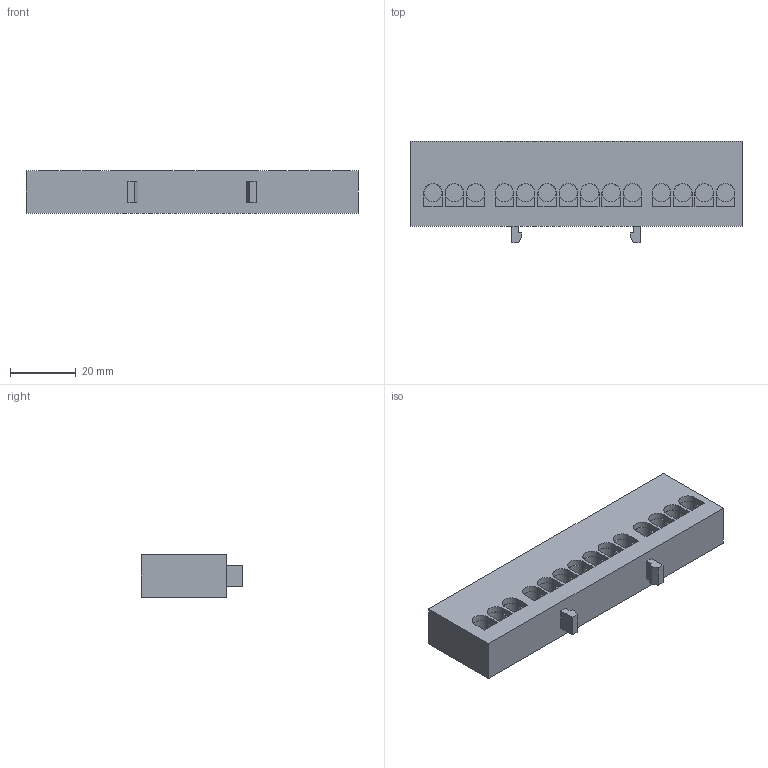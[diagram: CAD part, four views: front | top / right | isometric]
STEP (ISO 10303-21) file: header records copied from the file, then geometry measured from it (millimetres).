
FILE_DESCRIPTION (( 'STEP AP214' ), '1' );
FILE_NAME ('YNN10-69-14KD-K06 Øèíà PE çåìëÿ â êîðï èçîë íà DIN-ðåéêó ØÍÈ-6õ9-14-Ê-Ç ÈÝÊ.STEP', '2016-08-24T12:20:00', ( 'user' ), ( '' ), 'SwSTEP 2.0', 'SolidWorks 2014', '' );
FILE_SCHEMA (( 'AUTOMOTIVE_DESIGN' ));
Length unit declared in the file: millimetre
Products named in the file (1): YNN10-69-14KD-K06 Øèíà PE çåìëÿ â êîðï èçîë íà DIN-ðåéêó ØÍÈ-6õ9-14-Ê-Ç ÈÝÊ
Bounding box: 101 x 30.9 x 13 mm (x, y, z)
Volume: 26839.9 mm3; surface area: 13959.8 mm2
Topology: 1 solids, 1 shells, 176 faces, 390 edges, 260 vertices
Faces by surface type: plane 106, cylinder 70
Entity records: 5544 total; most frequent: DIRECTION 884, CARTESIAN_POINT 827, ORIENTED_EDGE 780, EDGE_CURVE 390, AXIS2_PLACEMENT_3D 317, VERTEX_POINT 260, VECTOR 250, LINE 250
